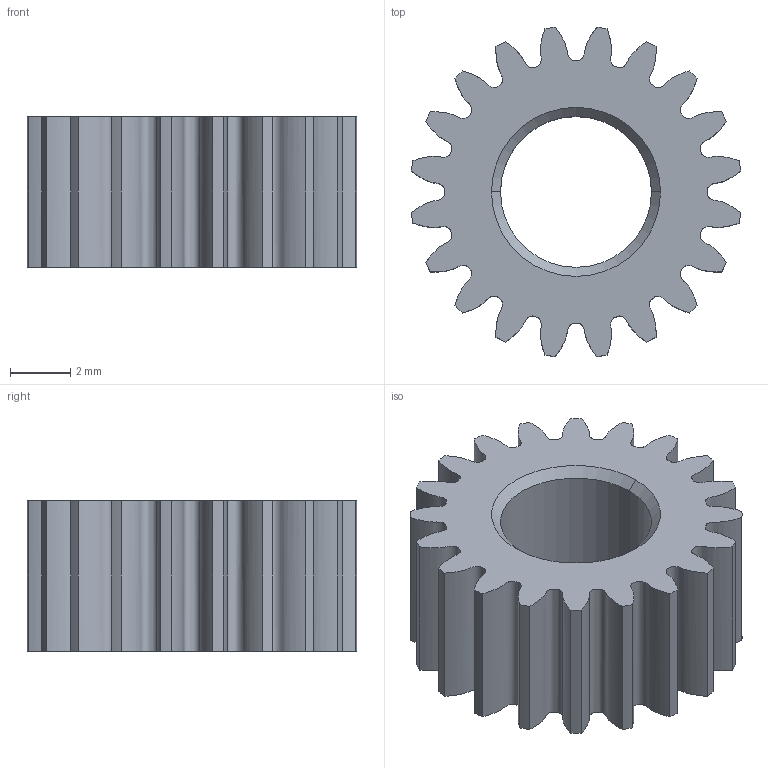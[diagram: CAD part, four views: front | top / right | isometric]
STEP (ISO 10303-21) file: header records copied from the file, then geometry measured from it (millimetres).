
FILE_DESCRIPTION (( 'STEP AP214' ), '1' );
FILE_NAME ('Gear00035.STEP', '2017-09-12T08:11:11', ( '13' ), ( '' ), 'SwSTEP 2.0', 'SolidWorks 2012', '' );
FILE_SCHEMA (( 'AUTOMOTIVE_DESIGN' ));
Length unit declared in the file: millimetre
Products named in the file (1): Gear00035
Bounding box: 10.91 x 10.91 x 5 mm (x, y, z)
Volume: 288.6 mm3; surface area: 499.2 mm2
Topology: 1 solids, 1 shells, 48 faces, 134 edges, 88 vertices
Faces by surface type: cylinder 22, bspline 20, cone 4, plane 2
Entity records: 9152 total; most frequent: CARTESIAN_POINT 7971, ORIENTED_EDGE 268, DIRECTION 200, EDGE_CURVE 134, VERTEX_POINT 88, AXIS2_PLACEMENT_3D 77, EDGE_LOOP 50, ADVANCED_FACE 48
